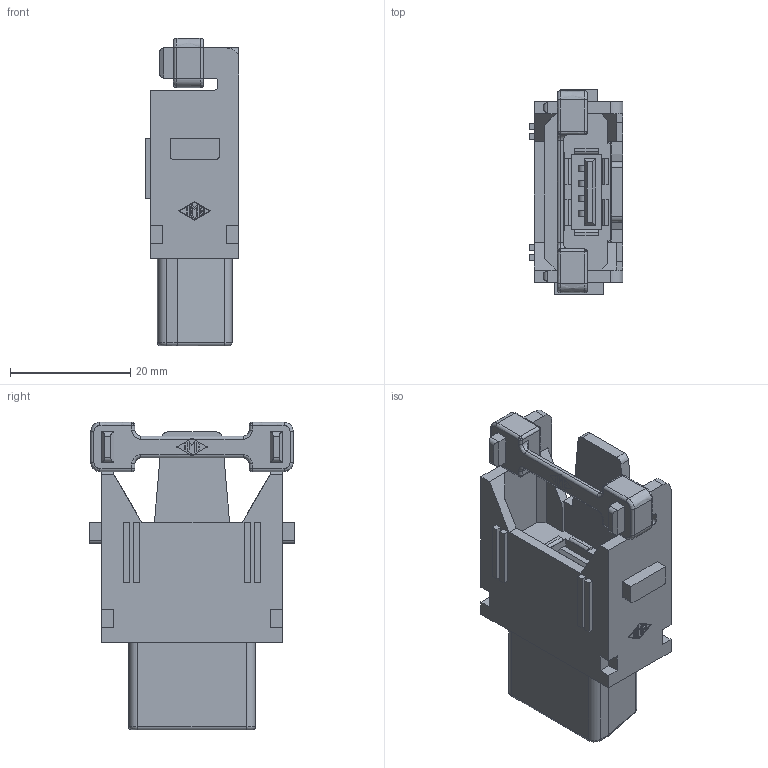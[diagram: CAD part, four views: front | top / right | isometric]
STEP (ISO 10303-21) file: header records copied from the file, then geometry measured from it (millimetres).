
FILE_DESCRIPTION(('CoCreate Modeling STEP Export'),'2;1');
FILE_NAME('CX 01 UF.stp','2009-02-03T11:46:08',(''),(''),'CoCreate Modeling STEP processor for AP214 (Solid Model)','CoCreate Modeling 16.00A 16-Aug-2008 (C) Parametric Technology GmbH','');
FILE_SCHEMA(('AUTOMOTIVE_DESIGN { 1 0 10303 214 1 1 1 1 }'));
Length unit declared in the file: millimetre
Products named in the file (2): CX_01_UF
Assembly tree (1 placements, depth 2):
  CX_01_UF
    CX_01_UF
Bounding box: 15.6 x 34 x 51.1 mm (x, y, z)
Volume: 11668.1 mm3; surface area: 7572.3 mm2
Topology: 1 solids, 4 shells, 469 faces, 1203 edges, 784 vertices
Faces by surface type: plane 315, cylinder 102, bspline 44, torus 6, sphere 2
Entity records: 22502 total; most frequent: CARTESIAN_POINT 8385, ORIENTED_EDGE 2402, DIRECTION 1980, EDGE_CURVE 1201, VECTOR 870, LINE 870, VERTEX_POINT 784, AXIS2_PLACEMENT_3D 555
